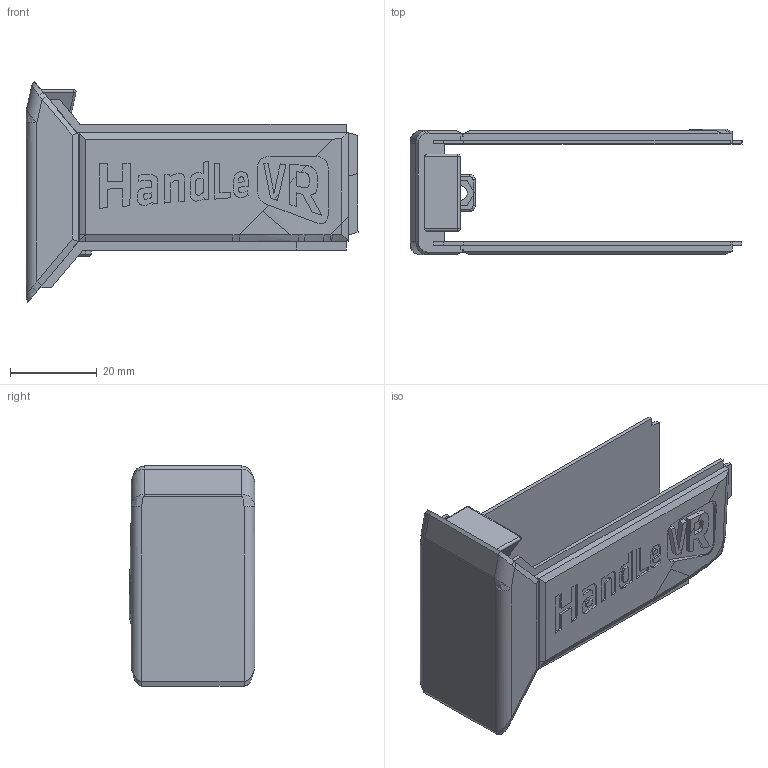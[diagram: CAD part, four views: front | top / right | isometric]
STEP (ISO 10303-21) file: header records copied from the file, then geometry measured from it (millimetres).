
FILE_DESCRIPTION(/* description */ (''),/* implementation_level */ '2;1');
FILE_NAME(/* name */ 'gehäuse vorne.step',/* time_stamp */ '2021-12-01T20:01:11+01:00',/* author */ (''),/* organization */ (''),/* preprocessor_version */ 'ST-DEVELOPER v18.1',/* originating_system */ 'Autodesk Translation Framework v10.10.0.1391',/* authorisation */ '');
FILE_SCHEMA (('AUTOMOTIVE_DESIGN { 1 0 10303 214 3 1 1 }'));
Length unit declared in the file: millimetre
Products named in the file (1): gehäuse vorne
Bounding box: 76.37 x 28.94 x 50.61 mm (x, y, z)
Volume: 15962.1 mm3; surface area: 13474.1 mm2
Topology: 1 solids, 1 shells, 1089 faces, 3022 edges, 2004 vertices
Faces by surface type: plane 632, bspline 432, cylinder 19, torus 4, sphere 2
Full cylindrical faces by diameter (mm): 3.3 x1
Entity records: 39700 total; most frequent: CARTESIAN_POINT 15733, ORIENTED_EDGE 6048, DIRECTION 3489, EDGE_CURVE 3024, VERTEX_POINT 2006, LINE 2001, VECTOR 2001, EDGE_LOOP 1160
